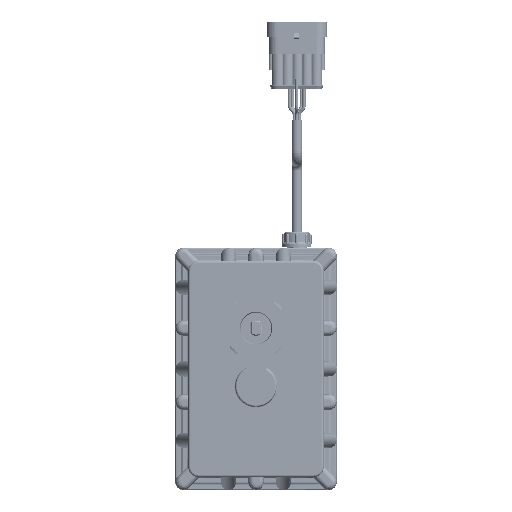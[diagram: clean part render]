
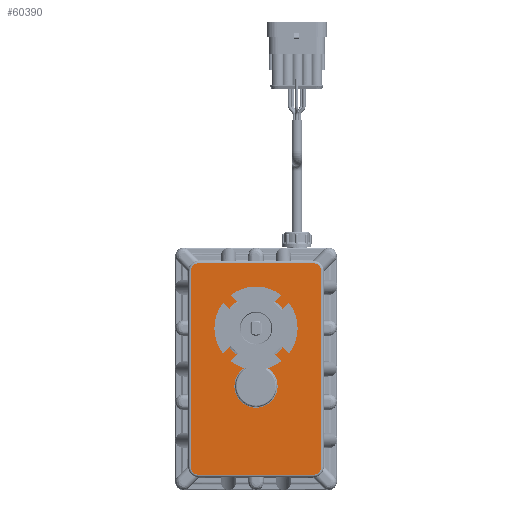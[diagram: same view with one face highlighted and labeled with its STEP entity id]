
A CAD part, front view. The second image highlights one B-rep face of the part: STEP entity #60390.
In plain terms, the highlighted planar face has unit normal (0, -1, 0).
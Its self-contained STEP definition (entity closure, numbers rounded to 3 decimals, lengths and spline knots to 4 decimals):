
#2328=FACE_BOUND('',#7931,.T.);
#2329=FACE_BOUND('',#7932,.T.);
#4335=FACE_OUTER_BOUND('',#7930,.T.);
#7930=EDGE_LOOP('',(#41841,#41842,#41843,#41844,#41845,#41846,#41847,#41848));
#7931=EDGE_LOOP('',(#41849));
#7932=EDGE_LOOP('',(#41850));
#11833=LINE('',#91744,#17037);
#11834=LINE('',#91748,#17038);
#11835=LINE('',#91752,#17039);
#11836=LINE('',#91755,#17040);
#17037=VECTOR('',#72821,0.3937);
#17038=VECTOR('',#72824,0.3937);
#17039=VECTOR('',#72827,0.3937);
#17040=VECTOR('',#72830,0.3937);
#22373=CIRCLE('',#65177,0.805);
#22384=CIRCLE('',#65195,0.53);
#22385=CIRCLE('',#65197,0.19);
#22386=CIRCLE('',#65198,0.19);
#22387=CIRCLE('',#65199,0.19);
#22388=CIRCLE('',#65200,0.19);
#25313=VERTEX_POINT('',#91709);
#25320=VERTEX_POINT('',#91736);
#25321=VERTEX_POINT('',#91740);
#25322=VERTEX_POINT('',#91741);
#25323=VERTEX_POINT('',#91743);
#25324=VERTEX_POINT('',#91745);
#25325=VERTEX_POINT('',#91747);
#25326=VERTEX_POINT('',#91749);
#25327=VERTEX_POINT('',#91751);
#25328=VERTEX_POINT('',#91753);
#31651=EDGE_CURVE('',#25313,#25313,#22373,.T.);
#31664=EDGE_CURVE('',#25320,#25320,#22384,.T.);
#31665=EDGE_CURVE('',#25321,#25322,#22385,.T.);
#31666=EDGE_CURVE('',#25323,#25321,#11833,.T.);
#31667=EDGE_CURVE('',#25324,#25323,#22386,.T.);
#31668=EDGE_CURVE('',#25325,#25324,#11834,.T.);
#31669=EDGE_CURVE('',#25326,#25325,#22387,.T.);
#31670=EDGE_CURVE('',#25327,#25326,#11835,.T.);
#31671=EDGE_CURVE('',#25328,#25327,#22388,.T.);
#31672=EDGE_CURVE('',#25322,#25328,#11836,.T.);
#41841=ORIENTED_EDGE('',*,*,#31665,.F.);
#41842=ORIENTED_EDGE('',*,*,#31666,.F.);
#41843=ORIENTED_EDGE('',*,*,#31667,.F.);
#41844=ORIENTED_EDGE('',*,*,#31668,.F.);
#41845=ORIENTED_EDGE('',*,*,#31669,.F.);
#41846=ORIENTED_EDGE('',*,*,#31670,.F.);
#41847=ORIENTED_EDGE('',*,*,#31671,.F.);
#41848=ORIENTED_EDGE('',*,*,#31672,.F.);
#41849=ORIENTED_EDGE('',*,*,#31651,.F.);
#41850=ORIENTED_EDGE('',*,*,#31664,.F.);
#58403=PLANE('',#65196);
#60390=ADVANCED_FACE('',(#4335,#2328,#2329),#58403,.F.);
#65177=AXIS2_PLACEMENT_3D('',#91711,#72777,#72778);
#65195=AXIS2_PLACEMENT_3D('',#91738,#72815,#72816);
#65196=AXIS2_PLACEMENT_3D('',#91739,#72817,#72818);
#65197=AXIS2_PLACEMENT_3D('',#91742,#72819,#72820);
#65198=AXIS2_PLACEMENT_3D('',#91746,#72822,#72823);
#65199=AXIS2_PLACEMENT_3D('',#91750,#72825,#72826);
#65200=AXIS2_PLACEMENT_3D('',#91754,#72828,#72829);
#72777=DIRECTION('center_axis',(0.,-1.,0.));
#72778=DIRECTION('ref_axis',(0.,0.,-1.));
#72815=DIRECTION('center_axis',(0.,-1.,0.));
#72816=DIRECTION('ref_axis',(-1.,0.,0.));
#72817=DIRECTION('center_axis',(0.,1.,0.));
#72818=DIRECTION('ref_axis',(0.,0.,1.));
#72819=DIRECTION('center_axis',(0.,1.,0.));
#72820=DIRECTION('ref_axis',(-0.707,0.,0.707));
#72821=DIRECTION('',(0.,0.,1.));
#72822=DIRECTION('center_axis',(0.,1.,0.));
#72823=DIRECTION('ref_axis',(-0.707,0.,-0.707));
#72824=DIRECTION('',(-1.,0.,0.));
#72825=DIRECTION('center_axis',(0.,1.,0.));
#72826=DIRECTION('ref_axis',(0.707,0.,-0.707));
#72827=DIRECTION('',(0.,0.,-1.));
#72828=DIRECTION('center_axis',(0.,1.,0.));
#72829=DIRECTION('ref_axis',(0.707,0.,0.707));
#72830=DIRECTION('',(1.,0.,0.));
#91709=CARTESIAN_POINT('',(0.,0.,-0.805));
#91711=CARTESIAN_POINT('Origin',(0.,0.,0.));
#91736=CARTESIAN_POINT('',(0.,0.,-1.95));
#91738=CARTESIAN_POINT('Origin',(0.,0.,-1.42));
#91739=CARTESIAN_POINT('Origin',(0.,0.,-1.));
#91740=CARTESIAN_POINT('',(-1.6,0.,1.4));
#91741=CARTESIAN_POINT('',(-1.41,0.,1.59));
#91742=CARTESIAN_POINT('Origin',(-1.41,0.,1.4));
#91743=CARTESIAN_POINT('',(-1.6,0.,-3.4));
#91744=CARTESIAN_POINT('',(-1.6,0.,0.2));
#91745=CARTESIAN_POINT('',(-1.41,0.,-3.59));
#91746=CARTESIAN_POINT('Origin',(-1.41,0.,-3.4));
#91747=CARTESIAN_POINT('',(1.41,0.,-3.59));
#91748=CARTESIAN_POINT('',(-0.705,0.,-3.59));
#91749=CARTESIAN_POINT('',(1.6,0.,-3.4));
#91750=CARTESIAN_POINT('Origin',(1.41,0.,-3.4));
#91751=CARTESIAN_POINT('',(1.6,0.,1.4));
#91752=CARTESIAN_POINT('',(1.6,0.,-2.2));
#91753=CARTESIAN_POINT('',(1.41,0.,1.59));
#91754=CARTESIAN_POINT('Origin',(1.41,0.,1.4));
#91755=CARTESIAN_POINT('',(0.705,0.,1.59));
